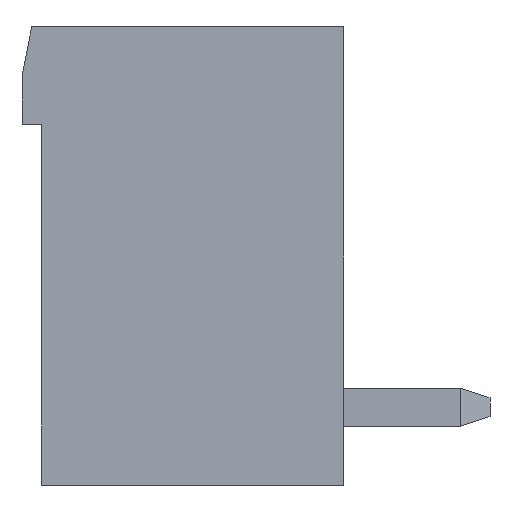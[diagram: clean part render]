
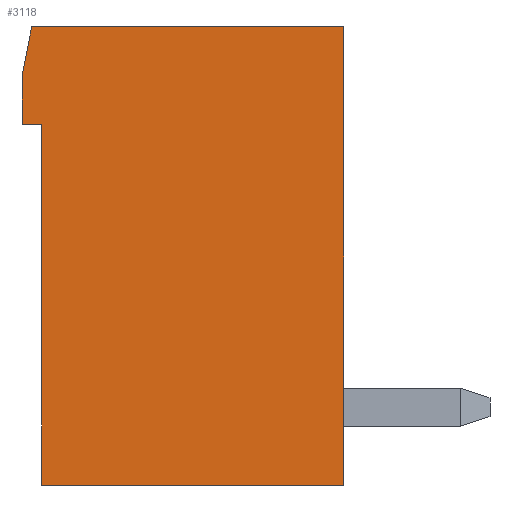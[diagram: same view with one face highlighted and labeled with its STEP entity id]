
A CAD part, left-side view. The second image highlights one B-rep face of the part: STEP entity #3118.
In plain terms, the highlighted planar face has unit normal (-1, 0, 0).
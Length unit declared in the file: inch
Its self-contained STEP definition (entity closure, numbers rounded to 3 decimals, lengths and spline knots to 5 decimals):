
#1=DIRECTION('',(0.,0.,-1.));
#2=VECTOR('',#1,0.47);
#3=CARTESIAN_POINT('',(-0.433,0.,0.));
#4=LINE('',#3,#2);
#5=DIRECTION('',(0.,1.,0.));
#6=VECTOR('',#5,0.31);
#7=CARTESIAN_POINT('',(-0.433,0.,-0.47));
#8=LINE('',#7,#6);
#9=DIRECTION('',(0.,0.,1.));
#10=VECTOR('',#9,0.37);
#11=CARTESIAN_POINT('',(-0.433,0.31,-0.47));
#12=LINE('',#11,#10);
#13=DIRECTION('',(0.,1.,0.));
#14=VECTOR('',#13,0.02);
#15=CARTESIAN_POINT('',(-0.433,0.31,-0.1));
#16=LINE('',#15,#14);
#17=DIRECTION('',(0.,0.,1.));
#18=VECTOR('',#17,0.05);
#19=CARTESIAN_POINT('',(-0.433,0.33,-0.1));
#20=LINE('',#19,#18);
#21=DIRECTION('',(0.,-0.196,0.981));
#22=VECTOR('',#21,0.05099);
#23=CARTESIAN_POINT('',(-0.433,0.33,-0.05));
#24=LINE('',#23,#22);
#25=DIRECTION('',(0.,-1.,0.));
#26=VECTOR('',#25,0.32);
#27=CARTESIAN_POINT('',(-0.433,0.32,0.));
#28=LINE('',#27,#26);
#2385=CARTESIAN_POINT('',(-0.433,0.,0.));
#2386=CARTESIAN_POINT('',(-0.433,0.,-0.47));
#2387=VERTEX_POINT('',#2385);
#2388=VERTEX_POINT('',#2386);
#2389=CARTESIAN_POINT('',(-0.433,0.31,-0.47));
#2390=VERTEX_POINT('',#2389);
#2391=CARTESIAN_POINT('',(-0.433,0.31,-0.1));
#2392=VERTEX_POINT('',#2391);
#2393=CARTESIAN_POINT('',(-0.433,0.33,-0.1));
#2394=VERTEX_POINT('',#2393);
#2395=CARTESIAN_POINT('',(-0.433,0.33,-0.05));
#2396=VERTEX_POINT('',#2395);
#2397=CARTESIAN_POINT('',(-0.433,0.32,0.));
#2398=VERTEX_POINT('',#2397);
#3097=CARTESIAN_POINT('',(-0.433,0.,0.));
#3098=DIRECTION('',(1.,0.,0.));
#3099=DIRECTION('',(0.,0.,-1.));
#3100=AXIS2_PLACEMENT_3D('',#3097,#3098,#3099);
#3101=PLANE('',#3100);
#3103=ORIENTED_EDGE('',*,*,#3102,.T.);
#3105=ORIENTED_EDGE('',*,*,#3104,.T.);
#3107=ORIENTED_EDGE('',*,*,#3106,.T.);
#3109=ORIENTED_EDGE('',*,*,#3108,.T.);
#3111=ORIENTED_EDGE('',*,*,#3110,.T.);
#3113=ORIENTED_EDGE('',*,*,#3112,.T.);
#3115=ORIENTED_EDGE('',*,*,#3114,.T.);
#3116=EDGE_LOOP('',(#3103,#3105,#3107,#3109,#3111,#3113,#3115));
#3117=FACE_OUTER_BOUND('',#3116,.F.);
#3118=ADVANCED_FACE('',(#3117),#3101,.F.);
#3102=EDGE_CURVE('',#2387,#2388,#4,.T.);
#3104=EDGE_CURVE('',#2388,#2390,#8,.T.);
#3106=EDGE_CURVE('',#2390,#2392,#12,.T.);
#3108=EDGE_CURVE('',#2392,#2394,#16,.T.);
#3110=EDGE_CURVE('',#2394,#2396,#20,.T.);
#3112=EDGE_CURVE('',#2396,#2398,#24,.T.);
#3114=EDGE_CURVE('',#2398,#2387,#28,.T.);
